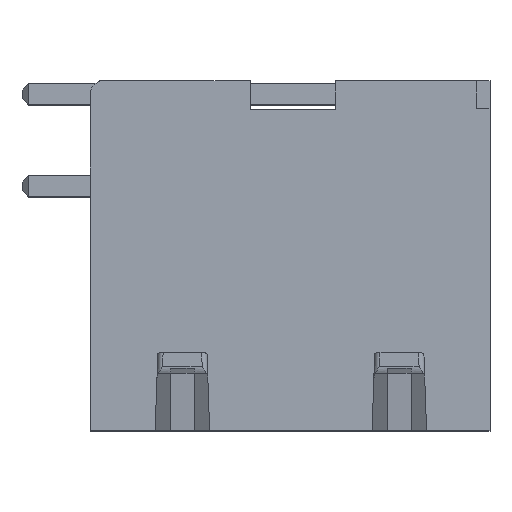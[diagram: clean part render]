
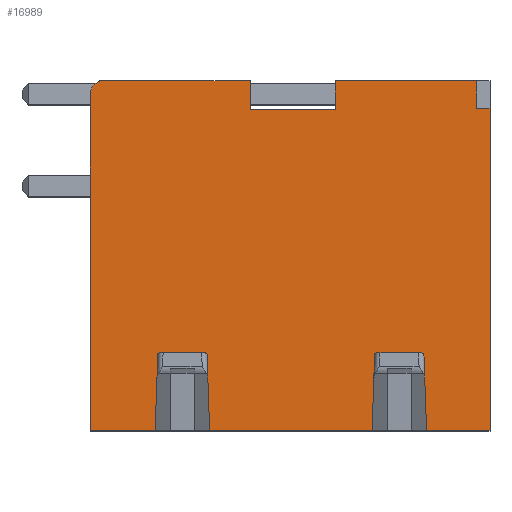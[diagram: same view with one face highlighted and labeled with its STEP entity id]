
A CAD part, top view. The second image highlights one B-rep face of the part: STEP entity #16989.
In plain terms, the highlighted planar face has unit normal (0, 0, 1).
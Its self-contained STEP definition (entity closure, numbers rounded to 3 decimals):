
#4145=DIRECTION('',(-1.,0.,0.));
#4146=VECTOR('',#4145,5.39);
#4147=CARTESIAN_POINT('',(11.703,13.3,33.7));
#4148=LINE('',#4147,#4146);
#4205=DIRECTION('',(0.,-1.,0.));
#4206=VECTOR('',#4205,1.092);
#4207=CARTESIAN_POINT('',(6.313,13.3,33.7));
#4208=LINE('',#4207,#4206);
#4269=DIRECTION('',(0.,1.,0.));
#4270=VECTOR('',#4269,1.092);
#4271=CARTESIAN_POINT('',(3.074,12.208,33.7));
#4272=LINE('',#4271,#4270);
#4405=DIRECTION('',(-1.,0.,0.));
#4406=VECTOR('',#4405,5.716);
#4407=CARTESIAN_POINT('',(3.074,13.3,33.7));
#4408=LINE('',#4407,#4406);
#4529=DIRECTION('',(0.,-1.,0.));
#4530=VECTOR('',#4529,0.02);
#4531=CARTESIAN_POINT('',(-2.641,13.3,33.7));
#4532=LINE('',#4531,#4530);
#5751=DIRECTION('',(-1.,0.,0.));
#5752=VECTOR('',#5751,3.238);
#5753=CARTESIAN_POINT('',(6.313,12.208,33.7));
#5754=LINE('',#5753,#5752);
#5755=DIRECTION('',(-0.035,-0.999,0.));
#5756=VECTOR('',#5755,2.716);
#5757=CARTESIAN_POINT('',(-0.443,2.714,33.7));
#5758=LINE('',#5757,#5756);
#5759=DIRECTION('',(-1.,0.,0.));
#5760=VECTOR('',#5759,2.463);
#5761=CARTESIAN_POINT('',(-0.537,0.,33.7));
#5762=LINE('',#5761,#5760);
#5763=DIRECTION('',(0.,1.,0.));
#5764=VECTOR('',#5763,12.8);
#5765=CARTESIAN_POINT('',(-3.,0.,33.7));
#5766=LINE('',#5765,#5764);
#5767=CARTESIAN_POINT('',(-2.5,12.8,33.7));
#5768=DIRECTION('',(0.,0.,-1.));
#5769=DIRECTION('',(-1.,0.,0.));
#5770=AXIS2_PLACEMENT_3D('',#5767,#5768,#5769);
#5772=DIRECTION('',(0.,-1.,0.));
#5773=VECTOR('',#5772,12.25);
#5774=CARTESIAN_POINT('',(12.2,12.25,33.7));
#5775=LINE('',#5774,#5773);
#5776=DIRECTION('',(-1.,0.,0.));
#5777=VECTOR('',#5776,2.413);
#5778=CARTESIAN_POINT('',(12.2,0.,33.7));
#5779=LINE('',#5778,#5777);
#5780=DIRECTION('',(-0.035,0.999,0.));
#5781=VECTOR('',#5780,2.716);
#5782=CARTESIAN_POINT('',(9.787,0.,33.7));
#5783=LINE('',#5782,#5781);
#5784=DIRECTION('',(-0.035,-0.999,0.));
#5785=VECTOR('',#5784,2.716);
#5786=CARTESIAN_POINT('',(7.807,2.714,33.7));
#5787=LINE('',#5786,#5785);
#5788=DIRECTION('',(-1.,0.,0.));
#5789=VECTOR('',#5788,6.175);
#5790=CARTESIAN_POINT('',(7.713,0.,33.7));
#5791=LINE('',#5790,#5789);
#5792=DIRECTION('',(-0.035,0.999,0.));
#5793=VECTOR('',#5792,2.716);
#5794=CARTESIAN_POINT('',(1.537,0.,33.7));
#5795=LINE('',#5794,#5793);
#5820=DIRECTION('',(1.,0.,0.));
#5821=VECTOR('',#5820,1.885);
#5822=CARTESIAN_POINT('',(-0.443,2.714,33.7));
#5823=LINE('',#5822,#5821);
#5977=DIRECTION('',(0.,1.,0.));
#5978=VECTOR('',#5977,1.05);
#5979=CARTESIAN_POINT('',(11.703,12.25,33.7));
#5980=LINE('',#5979,#5978);
#5993=DIRECTION('',(-1.,0.,0.));
#5994=VECTOR('',#5993,0.497);
#5995=CARTESIAN_POINT('',(12.2,12.25,33.7));
#5996=LINE('',#5995,#5994);
#6013=DIRECTION('',(1.,0.,0.));
#6014=VECTOR('',#6013,1.885);
#6015=CARTESIAN_POINT('',(7.807,2.714,33.7));
#6016=LINE('',#6015,#6014);
#6457=CARTESIAN_POINT('',(-3.,0.,33.7));
#6458=VERTEX_POINT('',#6457);
#6459=CARTESIAN_POINT('',(-0.537,0.,33.7));
#6460=VERTEX_POINT('',#6459);
#6465=CARTESIAN_POINT('',(1.537,0.,33.7));
#6466=VERTEX_POINT('',#6465);
#6467=CARTESIAN_POINT('',(7.713,0.,33.7));
#6468=VERTEX_POINT('',#6467);
#6473=CARTESIAN_POINT('',(9.787,0.,33.7));
#6474=VERTEX_POINT('',#6473);
#6475=CARTESIAN_POINT('',(12.2,0.,33.7));
#6476=VERTEX_POINT('',#6475);
#6557=CARTESIAN_POINT('',(12.2,12.25,33.7));
#6558=VERTEX_POINT('',#6557);
#6565=CARTESIAN_POINT('',(11.703,13.3,33.7));
#6566=VERTEX_POINT('',#6565);
#6567=CARTESIAN_POINT('',(6.313,13.3,33.7));
#6568=VERTEX_POINT('',#6567);
#6569=CARTESIAN_POINT('',(6.313,12.208,33.7));
#6570=VERTEX_POINT('',#6569);
#6579=CARTESIAN_POINT('',(3.074,12.208,33.7));
#6580=CARTESIAN_POINT('',(3.074,13.3,33.7));
#6581=VERTEX_POINT('',#6579);
#6582=VERTEX_POINT('',#6580);
#6591=CARTESIAN_POINT('',(-2.641,13.3,33.7));
#6592=VERTEX_POINT('',#6591);
#6593=CARTESIAN_POINT('',(-2.641,13.28,33.7));
#6594=VERTEX_POINT('',#6593);
#6623=CARTESIAN_POINT('',(-0.443,2.714,33.7));
#6624=VERTEX_POINT('',#6623);
#6625=CARTESIAN_POINT('',(-3.,12.8,33.7));
#6626=VERTEX_POINT('',#6625);
#6627=CARTESIAN_POINT('',(11.703,12.25,33.7));
#6628=VERTEX_POINT('',#6627);
#6629=CARTESIAN_POINT('',(9.693,2.714,33.7));
#6630=VERTEX_POINT('',#6629);
#6631=CARTESIAN_POINT('',(7.807,2.714,33.7));
#6632=VERTEX_POINT('',#6631);
#6633=CARTESIAN_POINT('',(1.443,2.714,33.7));
#6634=VERTEX_POINT('',#6633);
#16952=CARTESIAN_POINT('',(0.,0.,33.7));
#16953=DIRECTION('',(0.,0.,1.));
#16954=DIRECTION('',(1.,0.,0.));
#16955=AXIS2_PLACEMENT_3D('',#16952,#16953,#16954);
#16956=PLANE('',#16955);
#16958=ORIENTED_EDGE('',*,*,#16957,.T.);
#16959=ORIENTED_EDGE('',*,*,#8503,.T.);
#16961=ORIENTED_EDGE('',*,*,#16960,.T.);
#16963=ORIENTED_EDGE('',*,*,#16962,.T.);
#16964=ORIENTED_EDGE('',*,*,#14886,.F.);
#16965=ORIENTED_EDGE('',*,*,#14856,.F.);
#16966=ORIENTED_EDGE('',*,*,#14587,.F.);
#16967=ORIENTED_EDGE('',*,*,#16947,.F.);
#16968=ORIENTED_EDGE('',*,*,#14465,.F.);
#16969=ORIENTED_EDGE('',*,*,#14450,.F.);
#16971=ORIENTED_EDGE('',*,*,#16970,.F.);
#16973=ORIENTED_EDGE('',*,*,#16972,.F.);
#16974=ORIENTED_EDGE('',*,*,#14378,.T.);
#16975=ORIENTED_EDGE('',*,*,#8519,.T.);
#16977=ORIENTED_EDGE('',*,*,#16976,.T.);
#16979=ORIENTED_EDGE('',*,*,#16978,.F.);
#16981=ORIENTED_EDGE('',*,*,#16980,.T.);
#16982=ORIENTED_EDGE('',*,*,#8511,.T.);
#16984=ORIENTED_EDGE('',*,*,#16983,.T.);
#16986=ORIENTED_EDGE('',*,*,#16985,.F.);
#16987=EDGE_LOOP('',(#16958,#16959,#16961,#16963,#16964,#16965,#16966,#16967,
#16968,#16969,#16971,#16973,#16974,#16975,#16977,#16979,#16981,#16982,#16984,
#16986));
#16988=FACE_OUTER_BOUND('',#16987,.F.);
#16989=ADVANCED_FACE('',(#16988),#16956,.T.);
#5771=CIRCLE('',#5770,0.5);
#8503=EDGE_CURVE('',#6460,#6458,#5762,.T.);
#8511=EDGE_CURVE('',#6468,#6466,#5791,.T.);
#8519=EDGE_CURVE('',#6476,#6474,#5779,.T.);
#14378=EDGE_CURVE('',#6558,#6476,#5775,.T.);
#14450=EDGE_CURVE('',#6566,#6568,#4148,.T.);
#14465=EDGE_CURVE('',#6568,#6570,#4208,.T.);
#14587=EDGE_CURVE('',#6581,#6582,#4272,.T.);
#14856=EDGE_CURVE('',#6582,#6592,#4408,.T.);
#14886=EDGE_CURVE('',#6592,#6594,#4532,.T.);
#16947=EDGE_CURVE('',#6570,#6581,#5754,.T.);
#16957=EDGE_CURVE('',#6624,#6460,#5758,.T.);
#16960=EDGE_CURVE('',#6458,#6626,#5766,.T.);
#16962=EDGE_CURVE('',#6626,#6594,#5771,.T.);
#16970=EDGE_CURVE('',#6628,#6566,#5980,.T.);
#16972=EDGE_CURVE('',#6558,#6628,#5996,.T.);
#16976=EDGE_CURVE('',#6474,#6630,#5783,.T.);
#16978=EDGE_CURVE('',#6632,#6630,#6016,.T.);
#16980=EDGE_CURVE('',#6632,#6468,#5787,.T.);
#16983=EDGE_CURVE('',#6466,#6634,#5795,.T.);
#16985=EDGE_CURVE('',#6624,#6634,#5823,.T.);
